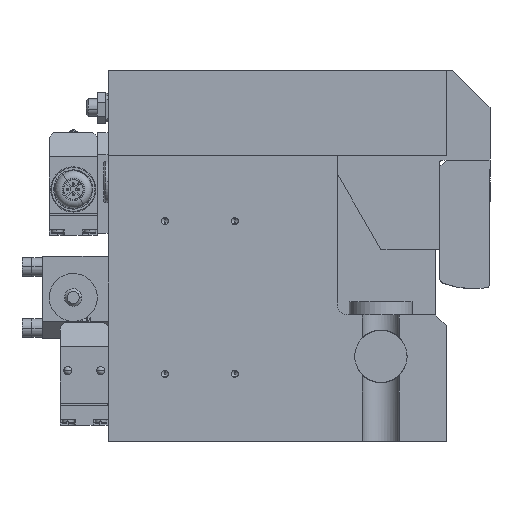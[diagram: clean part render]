
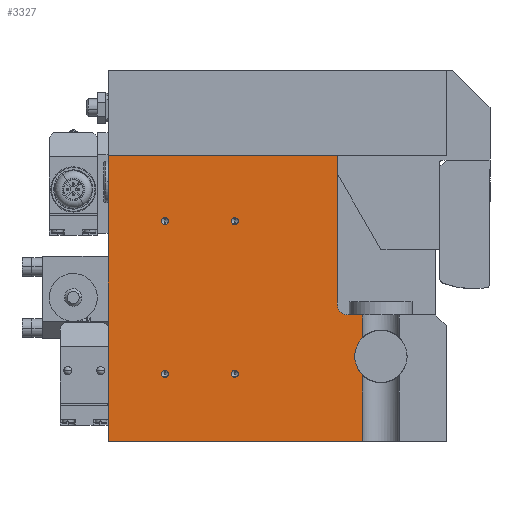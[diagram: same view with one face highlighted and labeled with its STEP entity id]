
A CAD part, front view. The second image highlights one B-rep face of the part: STEP entity #3327.
In plain terms, the highlighted planar face has unit normal (0, -1, 0).
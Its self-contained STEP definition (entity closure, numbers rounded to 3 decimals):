
#3327=ADVANCED_FACE('',(#8765,#8766,#8767,#8768,#8769),#8770,.F.);
#8765=FACE_OUTER_BOUND('',#17063,.T.);
#8766=FACE_BOUND('',#17064,.T.);
#8767=FACE_BOUND('',#17065,.T.);
#8768=FACE_BOUND('',#17066,.T.);
#8769=FACE_BOUND('',#17067,.T.);
#8770=PLANE('',#17068);
#17063=EDGE_LOOP('',(#26022,#26023,#26024,#26025,#26026,#26027,#26028,#26029,#26030,#26031));
#17064=EDGE_LOOP('',(#26032,#26033));
#17065=EDGE_LOOP('',(#26034,#26035));
#17066=EDGE_LOOP('',(#26036,#26037));
#17067=EDGE_LOOP('',(#26038,#26039));
#17068=AXIS2_PLACEMENT_3D('',#26040,#26041,#26042);
#26022=ORIENTED_EDGE('',*,*,#47879,.T.);
#26023=ORIENTED_EDGE('',*,*,#47880,.F.);
#26024=ORIENTED_EDGE('',*,*,#47881,.F.);
#26025=ORIENTED_EDGE('',*,*,#47882,.F.);
#26026=ORIENTED_EDGE('',*,*,#47883,.F.);
#26027=ORIENTED_EDGE('',*,*,#47725,.F.);
#26028=ORIENTED_EDGE('',*,*,#47884,.F.);
#26029=ORIENTED_EDGE('',*,*,#47885,.T.);
#26030=ORIENTED_EDGE('',*,*,#47324,.F.);
#26031=ORIENTED_EDGE('',*,*,#47886,.F.);
#26032=ORIENTED_EDGE('',*,*,#47405,.T.);
#26033=ORIENTED_EDGE('',*,*,#47874,.T.);
#26034=ORIENTED_EDGE('',*,*,#47418,.T.);
#26035=ORIENTED_EDGE('',*,*,#47866,.T.);
#26036=ORIENTED_EDGE('',*,*,#47431,.T.);
#26037=ORIENTED_EDGE('',*,*,#47858,.T.);
#26038=ORIENTED_EDGE('',*,*,#47444,.T.);
#26039=ORIENTED_EDGE('',*,*,#47850,.T.);
#26040=CARTESIAN_POINT('',(-48.057,-57.6,17.762));
#26041=DIRECTION('',(0.0,1.0,0.0));
#26042=DIRECTION('',(0.0,0.0,1.0));
#47324=EDGE_CURVE('',#56040,#56043,#56044,.T.);
#47405=EDGE_CURVE('',#56184,#56181,#56185,.T.);
#47418=EDGE_CURVE('',#56206,#56203,#56207,.T.);
#47431=EDGE_CURVE('',#56228,#56225,#56229,.T.);
#47444=EDGE_CURVE('',#56250,#56247,#56251,.T.);
#47725=EDGE_CURVE('',#56704,#56706,#56707,.T.);
#47850=EDGE_CURVE('',#56247,#56250,#56844,.T.);
#47858=EDGE_CURVE('',#56225,#56228,#56852,.T.);
#47866=EDGE_CURVE('',#56203,#56206,#56860,.T.);
#47874=EDGE_CURVE('',#56181,#56184,#56868,.T.);
#47879=EDGE_CURVE('',#56873,#56874,#56875,.T.);
#47880=EDGE_CURVE('',#56876,#56874,#56877,.T.);
#47881=EDGE_CURVE('',#56878,#56876,#56879,.T.);
#47882=EDGE_CURVE('',#56880,#56878,#56881,.T.);
#47883=EDGE_CURVE('',#56706,#56880,#56882,.T.);
#47884=EDGE_CURVE('',#56883,#56704,#56884,.T.);
#47885=EDGE_CURVE('',#56883,#56043,#56885,.T.);
#47886=EDGE_CURVE('',#56873,#56040,#56886,.T.);
#56040=VERTEX_POINT('',#68811);
#56043=VERTEX_POINT('',#68815);
#56044=CIRCLE('',#68816,12.0);
#56181=VERTEX_POINT('',#68990);
#56184=VERTEX_POINT('',#68994);
#56185=CIRCLE('',#68995,1.62);
#56203=VERTEX_POINT('',#69018);
#56206=VERTEX_POINT('',#69022);
#56207=CIRCLE('',#69023,1.62);
#56225=VERTEX_POINT('',#69046);
#56228=VERTEX_POINT('',#69050);
#56229=CIRCLE('',#69051,1.62);
#56247=VERTEX_POINT('',#69074);
#56250=VERTEX_POINT('',#69078);
#56251=CIRCLE('',#69079,1.62);
#56704=VERTEX_POINT('',#69650);
#56706=VERTEX_POINT('',#69653);
#56707=LINE('',#69654,#69655);
#56844=CIRCLE('',#69831,1.62);
#56852=CIRCLE('',#69839,1.62);
#56860=CIRCLE('',#69847,1.62);
#56868=CIRCLE('',#69855,1.62);
#56873=VERTEX_POINT('',#69860);
#56874=VERTEX_POINT('',#69861);
#56875=LINE('',#69862,#69863);
#56876=VERTEX_POINT('',#69864);
#56877=LINE('',#69865,#69866);
#56878=VERTEX_POINT('',#69867);
#56879=CIRCLE('',#69868,5.0);
#56880=VERTEX_POINT('',#69869);
#56881=LINE('',#69870,#69871);
#56882=LINE('',#69872,#69873);
#56883=VERTEX_POINT('',#69874);
#56884=LINE('',#69875,#69876);
#56885=LINE('',#69877,#69878);
#56886=CIRCLE('',#69879,12.0);
#68811=CARTESIAN_POINT('',(-12.0,-57.6,0.));
#68815=CARTESIAN_POINT('',(-8.5,-57.6,-8.471));
#68816=AXIS2_PLACEMENT_3D('',#87268,#87269,#87270);
#68990=CARTESIAN_POINT('',(-99.0,-57.6,-6.38));
#68994=CARTESIAN_POINT('',(-99.0,-57.6,-9.62));
#68995=AXIS2_PLACEMENT_3D('',#87384,#87385,#87386);
#69018=CARTESIAN_POINT('',(-67.0,-57.6,63.62));
#69022=CARTESIAN_POINT('',(-67.0,-57.6,60.38));
#69023=AXIS2_PLACEMENT_3D('',#87402,#87403,#87404);
#69046=CARTESIAN_POINT('',(-67.0,-57.6,-6.38));
#69050=CARTESIAN_POINT('',(-67.0,-57.6,-9.62));
#69051=AXIS2_PLACEMENT_3D('',#87420,#87421,#87422);
#69074=CARTESIAN_POINT('',(-99.0,-57.6,63.62));
#69078=CARTESIAN_POINT('',(-99.0,-57.6,60.38));
#69079=AXIS2_PLACEMENT_3D('',#87438,#87439,#87440);
#69650=CARTESIAN_POINT('',(-125.0,-57.6,-39.0));
#69653=CARTESIAN_POINT('',(-125.0,-57.6,92.0));
#69654=CARTESIAN_POINT('',(-125.0,-57.6,-35.32));
#69655=VECTOR('',#87905,1.0);
#69831=AXIS2_PLACEMENT_3D('',#88090,#88091,#88092);
#69839=AXIS2_PLACEMENT_3D('',#88102,#88103,#88104);
#69847=AXIS2_PLACEMENT_3D('',#88114,#88115,#88116);
#69855=AXIS2_PLACEMENT_3D('',#88126,#88127,#88128);
#69860=CARTESIAN_POINT('',(-8.5,-57.6,8.471));
#69861=CARTESIAN_POINT('',(-8.5,-57.6,19.0));
#69862=CARTESIAN_POINT('',(-8.5,-57.6,-10.619));
#69863=VECTOR('',#88132,1.0);
#69864=CARTESIAN_POINT('',(-15.0,-57.6,19.0));
#69865=CARTESIAN_POINT('',(-8.5,-57.6,19.0));
#69866=VECTOR('',#88133,1.0);
#69867=CARTESIAN_POINT('',(-20.0,-57.6,24.0));
#69868=AXIS2_PLACEMENT_3D('',#88134,#88135,#88136);
#69869=CARTESIAN_POINT('',(-20.0,-57.6,92.0));
#69870=CARTESIAN_POINT('',(-20.0,-57.6,24.0));
#69871=VECTOR('',#88137,1.0);
#69872=CARTESIAN_POINT('',(-20.0,-57.6,92.0));
#69873=VECTOR('',#88138,1.0);
#69874=CARTESIAN_POINT('',(-8.5,-57.6,-39.0));
#69875=CARTESIAN_POINT('',(8.5,-57.6,-39.0));
#69876=VECTOR('',#88139,1.0);
#69877=CARTESIAN_POINT('',(-8.5,-57.6,-10.619));
#69878=VECTOR('',#88140,1.0);
#69879=AXIS2_PLACEMENT_3D('',#88141,#88142,#88143);
#87268=CARTESIAN_POINT('',(0.0,-57.6,0.0));
#87269=DIRECTION('',(0.0,-1.0,0.0));
#87270=DIRECTION('',(1.0,0.0,0.0));
#87384=CARTESIAN_POINT('',(-99.0,-57.6,-8.0));
#87385=DIRECTION('',(-0.0,1.0,0.0));
#87386=DIRECTION('',(0.,0.0,1.0));
#87402=CARTESIAN_POINT('',(-67.0,-57.6,62.0));
#87403=DIRECTION('',(-0.0,1.0,0.0));
#87404=DIRECTION('',(0.,0.0,1.0));
#87420=CARTESIAN_POINT('',(-67.0,-57.6,-8.));
#87421=DIRECTION('',(-0.0,1.0,0.0));
#87422=DIRECTION('',(0.,0.0,1.0));
#87438=CARTESIAN_POINT('',(-99.0,-57.6,62.0));
#87439=DIRECTION('',(-0.0,1.0,0.0));
#87440=DIRECTION('',(0.,0.0,1.0));
#87905=DIRECTION('',(0.0,0.0,1.0));
#88090=CARTESIAN_POINT('',(-99.0,-57.6,62.0));
#88091=DIRECTION('',(-0.0,1.0,0.0));
#88092=DIRECTION('',(0.,0.0,1.0));
#88102=CARTESIAN_POINT('',(-67.0,-57.6,-8.));
#88103=DIRECTION('',(-0.0,1.0,0.0));
#88104=DIRECTION('',(0.,0.0,1.0));
#88114=CARTESIAN_POINT('',(-67.0,-57.6,62.0));
#88115=DIRECTION('',(-0.0,1.0,0.0));
#88116=DIRECTION('',(0.,0.0,1.0));
#88126=CARTESIAN_POINT('',(-99.0,-57.6,-8.0));
#88127=DIRECTION('',(-0.0,1.0,0.0));
#88128=DIRECTION('',(0.,0.0,1.0));
#88132=DIRECTION('',(0.0,0.0,1.0));
#88133=DIRECTION('',(1.0,0.0,0.0));
#88134=CARTESIAN_POINT('',(-15.0,-57.6,24.0));
#88135=DIRECTION('',(0.0,-1.0,0.0));
#88136=DIRECTION('',(1.0,0.0,0.0));
#88137=DIRECTION('',(-0.0,-0.0,-1.0));
#88138=DIRECTION('',(1.0,0.0,0.0));
#88139=DIRECTION('',(-1.0,-0.0,-0.0));
#88140=DIRECTION('',(0.0,0.0,1.0));
#88141=CARTESIAN_POINT('',(0.0,-57.6,0.0));
#88142=DIRECTION('',(0.0,-1.0,0.0));
#88143=DIRECTION('',(1.0,0.0,0.0));
